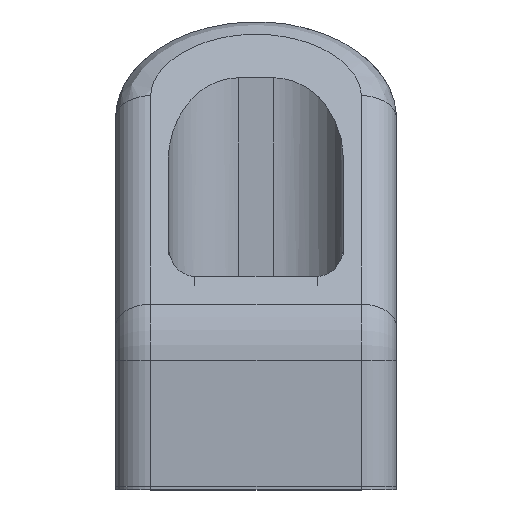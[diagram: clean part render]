
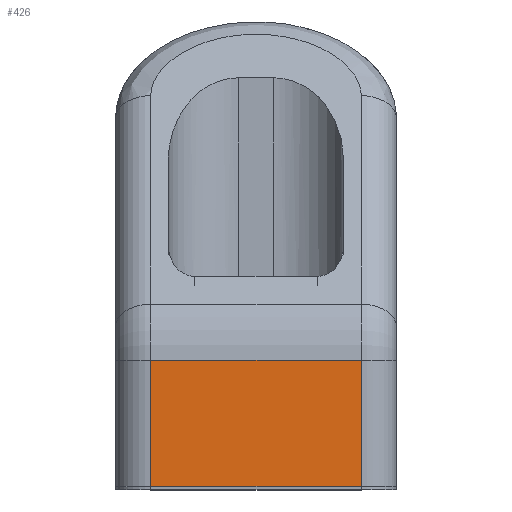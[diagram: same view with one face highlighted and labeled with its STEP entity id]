
A CAD part, top view. The second image highlights one B-rep face of the part: STEP entity #426.
In plain terms, the highlighted planar face has unit normal (0, 0, 1).
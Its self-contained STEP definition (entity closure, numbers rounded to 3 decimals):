
#426=ADVANCED_FACE('',(#882),#883,.F.);
#882=FACE_OUTER_BOUND('',#5337,.T.);
#883=PLANE('',#5338);
#5337=EDGE_LOOP('',(#8270,#8271,#8272,#8273));
#5338=AXIS2_PLACEMENT_3D('',#8274,#8275,#8276);
#8270=ORIENTED_EDGE('',*,*,#8845,.T.);
#8271=ORIENTED_EDGE('',*,*,#8821,.T.);
#8272=ORIENTED_EDGE('',*,*,#8865,.F.);
#8273=ORIENTED_EDGE('',*,*,#8813,.T.);
#8274=CARTESIAN_POINT('',(0.,0.,200.0));
#8275=DIRECTION('',(0.,0.,-1.0));
#8276=DIRECTION('',(-1.0,0.,0.));
#8813=EDGE_CURVE('',#9581,#9585,#9587,.F.);
#8821=EDGE_CURVE('',#9600,#9597,#9601,.F.);
#8845=EDGE_CURVE('',#9585,#9600,#9641,.F.);
#8865=EDGE_CURVE('',#9581,#9597,#9671,.T.);
#9581=VERTEX_POINT('',#13948);
#9585=VERTEX_POINT('',#13953);
#9587=LINE('',#13955,#13956);
#9597=VERTEX_POINT('',#13968);
#9600=VERTEX_POINT('',#13971);
#9601=LINE('',#13972,#13973);
#9641=LINE('',#14142,#14143);
#9671=LINE('',#14187,#14188);
#13948=CARTESIAN_POINT('',(12.0,-42.0,200.0));
#13953=CARTESIAN_POINT('',(12.0,-27.64,200.0));
#13955=CARTESIAN_POINT('',(12.0,-27.64,200.0));
#13956=VECTOR('',#14831,1.0);
#13968=CARTESIAN_POINT('',(-12.0,-42.0,200.0));
#13971=CARTESIAN_POINT('',(-12.0,-27.64,200.0));
#13972=CARTESIAN_POINT('',(-12.0,-42.0,200.0));
#13973=VECTOR('',#14849,1.0);
#14142=CARTESIAN_POINT('',(-16.0,-27.64,200.0));
#14143=VECTOR('',#14898,1.0);
#14187=CARTESIAN_POINT('',(16.0,-42.0,200.0));
#14188=VECTOR('',#14928,1.0);
#14831=DIRECTION('',(0.,-1.0,0.));
#14849=DIRECTION('',(0.,1.0,0.));
#14898=DIRECTION('',(1.0,0.,0.));
#14928=DIRECTION('',(-1.0,0.,0.));
